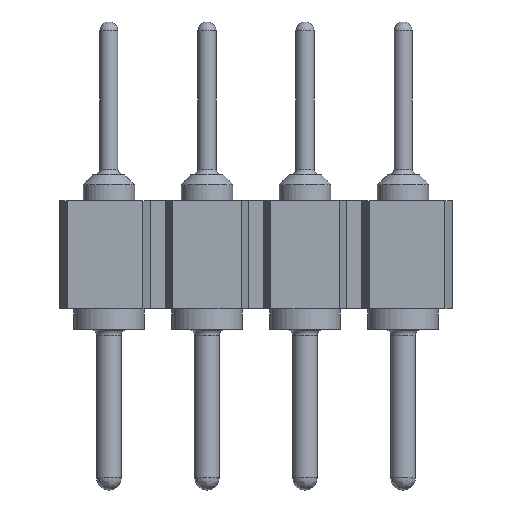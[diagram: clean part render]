
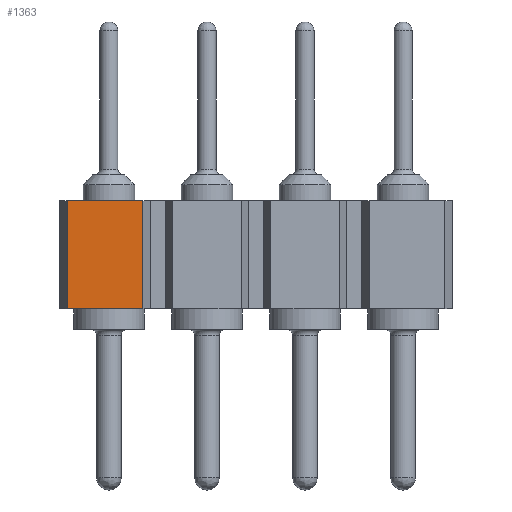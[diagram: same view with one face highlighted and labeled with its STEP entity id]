
A CAD part, front view. The second image highlights one B-rep face of the part: STEP entity #1363.
In plain terms, the highlighted planar face has unit normal (0, -1, 0).
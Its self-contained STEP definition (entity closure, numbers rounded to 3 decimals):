
#37=LINE($,#2447,#133);
#39=LINE($,#2451,#135);
#40=LINE($,#2453,#136);
#41=LINE($,#2454,#137);
#133=VECTOR($,#1841,2.8);
#135=VECTOR($,#1845,1.967);
#136=VECTOR($,#1846,2.8);
#137=VECTOR($,#1847,1.967);
#365=FACE_OUTER_BOUND($,#495,.T.);
#495=EDGE_LOOP($,(#1074,#1075,#1076,#1077));
#676=VERTEX_POINT($,#2444);
#677=VERTEX_POINT($,#2446);
#678=VERTEX_POINT($,#2450);
#679=VERTEX_POINT($,#2452);
#820=EDGE_CURVE($,#677,#676,#37,.T.);
#822=EDGE_CURVE($,#676,#678,#39,.T.);
#823=EDGE_CURVE($,#679,#678,#40,.T.);
#824=EDGE_CURVE($,#677,#679,#41,.T.);
#1074=ORIENTED_EDGE($,*,*,#822,.T.);
#1075=ORIENTED_EDGE($,*,*,#823,.F.);
#1076=ORIENTED_EDGE($,*,*,#824,.F.);
#1077=ORIENTED_EDGE($,*,*,#820,.T.);
#1269=PLANE($,#1536);
#1363=ADVANCED_FACE($,(#365),#1269,.T.);
#1536=AXIS2_PLACEMENT_3D($,#2449,#1843,#1844);
#1841=DIRECTION($,(0.,0.,-1.));
#1843=DIRECTION('center_axis',(0.,-1.,0.));
#1844=DIRECTION('ref_axis',(-1.,0.,0.));
#1845=DIRECTION($,(1.,0.,0.));
#1846=DIRECTION($,(0.,0.,-1.));
#1847=DIRECTION($,(1.,0.,0.));
#2444=CARTESIAN_POINT('',(-1.083,-1.27,0.53));
#2446=CARTESIAN_POINT('',(-1.083,-1.27,3.33));
#2447=CARTESIAN_POINT($,(-1.083,-1.27,3.33));
#2449=CARTESIAN_POINT('Origin',(-0.1,-1.27,3.33));
#2450=CARTESIAN_POINT('',(0.883,-1.27,0.53));
#2451=CARTESIAN_POINT($,(-1.083,-1.27,0.53));
#2452=CARTESIAN_POINT('',(0.883,-1.27,3.33));
#2453=CARTESIAN_POINT($,(0.883,-1.27,3.33));
#2454=CARTESIAN_POINT($,(-1.083,-1.27,3.33));
